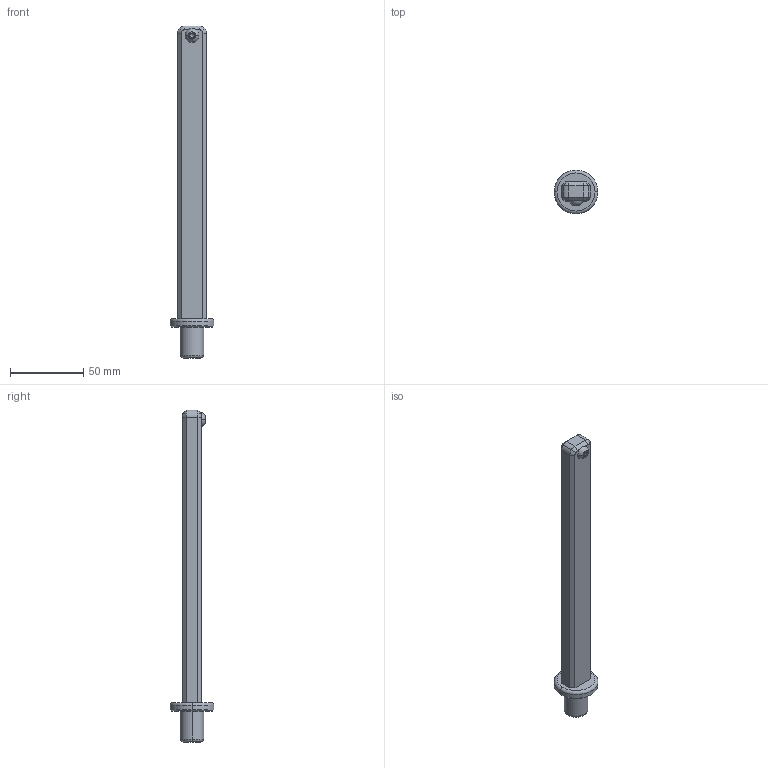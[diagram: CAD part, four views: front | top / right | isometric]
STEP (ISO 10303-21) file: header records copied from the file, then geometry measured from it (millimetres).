
FILE_DESCRIPTION(('STEP AP214'),'1');
FILE_NAME('160632.STP','2011-09-08T07:25:29',(' '),(' '),'Spatial InterOp 3D',' ',' ');
FILE_SCHEMA(('automotive_design'));
Length unit declared in the file: millimetre
Products named in the file (4): Flachkopfschraube ISO 7380 M5x10; Quader; Zylinder
Bounding box: 30 x 30 x 227 mm (x, y, z)
Volume: 57619.9 mm3; surface area: 16150.7 mm2
Topology: 4 solids, 4 shells, 70 faces, 146 edges, 85 vertices
Faces by surface type: plane 26, cone 24, cylinder 12, torus 6, sphere 2
Entity records: 2485 total; most frequent: DIRECTION 356, CARTESIAN_POINT 315, ORIENTED_EDGE 288, AXIS2_PLACEMENT_3D 144, EDGE_CURVE 144, VERTEX_POINT 85, EDGE_LOOP 75, STYLED_ITEM 74
